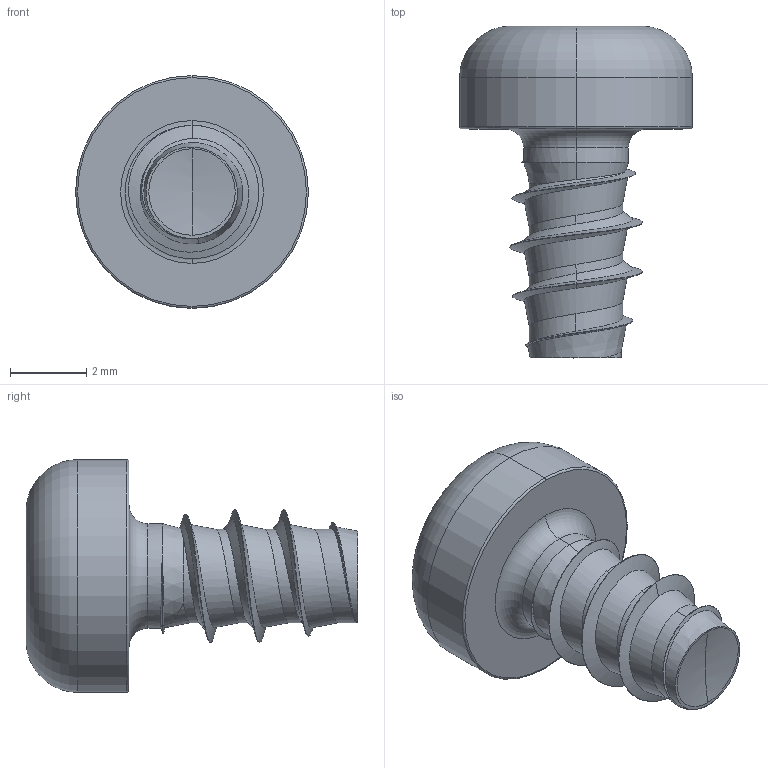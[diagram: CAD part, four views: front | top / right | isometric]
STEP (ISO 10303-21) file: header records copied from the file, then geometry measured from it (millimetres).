
FILE_DESCRIPTION (( 'STEP AP203' ), '1' );
FILE_NAME ('STP420350070.STEP', '2017-08-11T13:44:09', ( '' ), ( '' ), 'SwSTEP 2.0', 'SolidWorks 2015', '' );
FILE_SCHEMA (( 'CONFIG_CONTROL_DESIGN' ));
Length unit declared in the file: millimetre
Products named in the file (2): STP420350070; STP_STPA_STW_2015_S
Assembly tree (5 placements, depth 2):
  STP420350070
    STP_STPA_STW_2015_S  x5
Bounding box: 6.1 x 8.69 x 6.1 mm (x, y, z)
Surface area: 925.3 mm2
Topology: 5 solids, 5 shells, 475 faces, 1130 edges, 675 vertices
Faces by surface type: bspline 175, cylinder 170, cone 55, torus 50, plane 15, sphere 10
Entity records: 10734 total; most frequent: CARTESIAN_POINT 8535, ORIENTED_EDGE 452, DIRECTION 323, EDGE_CURVE 226, AXIS2_PLACEMENT_3D 137, VERTEX_POINT 135, B_SPLINE_CURVE_WITH_KNOTS 100, EDGE_LOOP 97
